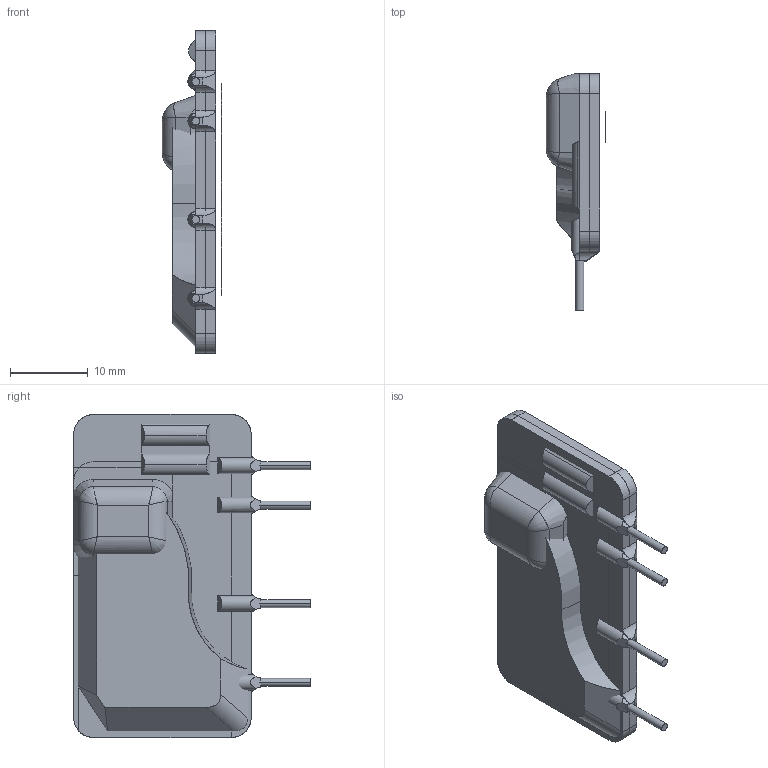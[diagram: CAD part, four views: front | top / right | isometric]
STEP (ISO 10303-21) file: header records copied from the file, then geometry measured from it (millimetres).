
FILE_DESCRIPTION (( 'STEP AP214' ), '1' );
FILE_NAME ('100401.STEP', '2016-11-03T18:35:35', ( '' ), ( '' ), 'SwSTEP 2.0', 'SolidWorks 2015', '' );
FILE_SCHEMA (( 'AUTOMOTIVE_DESIGN' ));
Length unit declared in the file: inch
Products named in the file (1): 100401
Bounding box: 7.65 x 30.48 x 41.66 mm (x, y, z)
Surface area: 5608.7 mm2 (no closed solid volume)
Topology: 0 solids, 127 shells, 175 faces, 804 edges, 752 vertices
Faces by surface type: plane 96, cylinder 46, bspline 28, cone 5
Entity records: 15266 total; most frequent: CARTESIAN_POINT 7256, DIRECTION 927, ORIENTED_EDGE 893, EDGE_CURVE 800, VERTEX_POINT 752, LINE 477, VECTOR 477, B_SPLINE_CURVE_WITH_KNOTS 246
